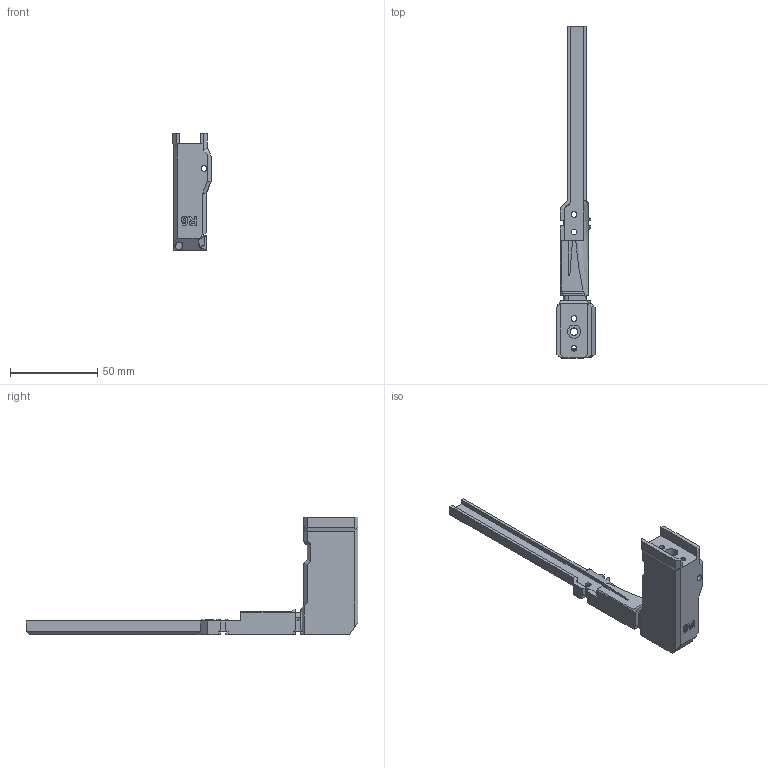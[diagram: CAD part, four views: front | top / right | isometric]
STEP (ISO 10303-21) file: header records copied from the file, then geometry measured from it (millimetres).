
FILE_DESCRIPTION(/* description */ (''),/* implementation_level */ '2;1');
FILE_NAME(/* name */ 'dock-cable-router_R.stp',/* time_stamp */ '2024-01-18T11:09:06+01:00',/* author */ ('Mikuláček'),/* organization */ (''),/* preprocessor_version */ 'ST-DEVELOPER v19.2',/* originating_system */ 'Autodesk Inventor 2023',/* authorisation */ '');
FILE_SCHEMA (('AUTOMOTIVE_DESIGN { 1 0 10303 214 3 1 1 }'));
Length unit declared in the file: millimetre
Products named in the file (1): dock-cable-router_R6
Bounding box: 21.8 x 190 x 67 mm (x, y, z)
Volume: 43085.8 mm3; surface area: 19543.4 mm2
Topology: 1 solids, 1 shells, 287 faces, 817 edges, 529 vertices
Faces by surface type: plane 221, bspline 42, cylinder 20, cone 4
Full cylindrical faces by diameter (mm): 3.3 x4, 3.4 x2, 4.3 x2, 6 x1, 7.5 x1
Entity records: 10320 total; most frequent: CARTESIAN_POINT 3129, ORIENTED_EDGE 1630, DIRECTION 1244, EDGE_CURVE 815, LINE 608, VECTOR 608, VERTEX_POINT 529, AXIS2_PLACEMENT_3D 318
